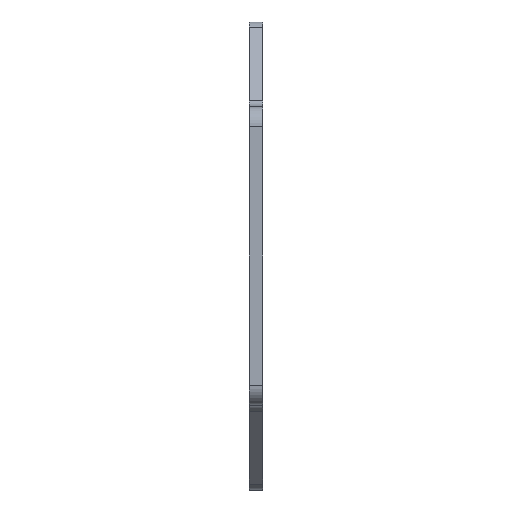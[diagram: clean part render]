
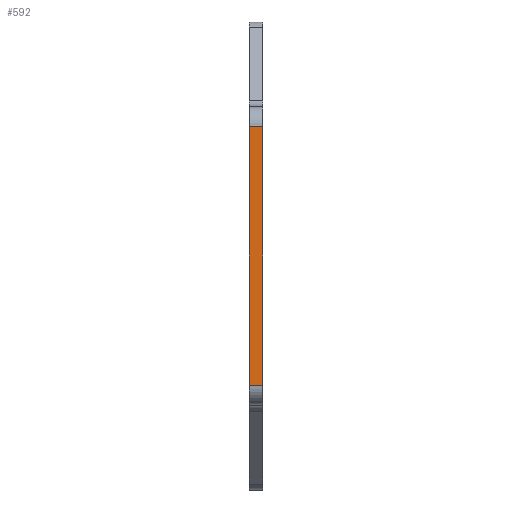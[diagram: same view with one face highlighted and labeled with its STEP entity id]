
A CAD part, left-side view. The second image highlights one B-rep face of the part: STEP entity #592.
In plain terms, the highlighted planar face has unit normal (-1, 0, 0).
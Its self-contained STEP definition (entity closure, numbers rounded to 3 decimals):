
#36=PLANE('',#665);
#64=FACE_OUTER_BOUND('',#94,.T.);
#94=EDGE_LOOP('',(#477,#478,#479,#480));
#150=LINE('',#1001,#202);
#151=LINE('',#1004,#203);
#152=LINE('',#1006,#204);
#153=LINE('',#1007,#205);
#202=VECTOR('',#824,10.);
#203=VECTOR('',#827,10.);
#204=VECTOR('',#828,10.);
#205=VECTOR('',#829,10.);
#291=VERTEX_POINT('',#997);
#292=VERTEX_POINT('',#999);
#293=VERTEX_POINT('',#1003);
#294=VERTEX_POINT('',#1005);
#370=EDGE_CURVE('',#291,#292,#150,.T.);
#371=EDGE_CURVE('',#291,#293,#151,.T.);
#372=EDGE_CURVE('',#294,#292,#152,.T.);
#373=EDGE_CURVE('',#293,#294,#153,.T.);
#477=ORIENTED_EDGE('',*,*,#371,.F.);
#478=ORIENTED_EDGE('',*,*,#370,.T.);
#479=ORIENTED_EDGE('',*,*,#372,.F.);
#480=ORIENTED_EDGE('',*,*,#373,.F.);
#592=ADVANCED_FACE('',(#64),#36,.T.);
#665=AXIS2_PLACEMENT_3D('',#1002,#825,#826);
#824=DIRECTION('',(0.,1.,0.));
#825=DIRECTION('center_axis',(-1.,0.,0.));
#826=DIRECTION('ref_axis',(0.,0.,1.));
#827=DIRECTION('',(0.,0.,-1.));
#828=DIRECTION('',(0.,0.,1.));
#829=DIRECTION('',(0.,1.,0.));
#997=CARTESIAN_POINT('',(-41.001,25.871,26.79));
#999=CARTESIAN_POINT('',(-41.001,27.871,26.79));
#1001=CARTESIAN_POINT('',(-41.001,25.871,26.79));
#1002=CARTESIAN_POINT('Origin',(-41.001,25.871,-11.21));
#1003=CARTESIAN_POINT('',(-41.001,25.871,-11.21));
#1004=CARTESIAN_POINT('',(-41.001,25.871,26.79));
#1005=CARTESIAN_POINT('',(-41.001,27.871,-11.21));
#1006=CARTESIAN_POINT('',(-41.001,27.871,26.79));
#1007=CARTESIAN_POINT('',(-41.001,25.871,-11.21));
